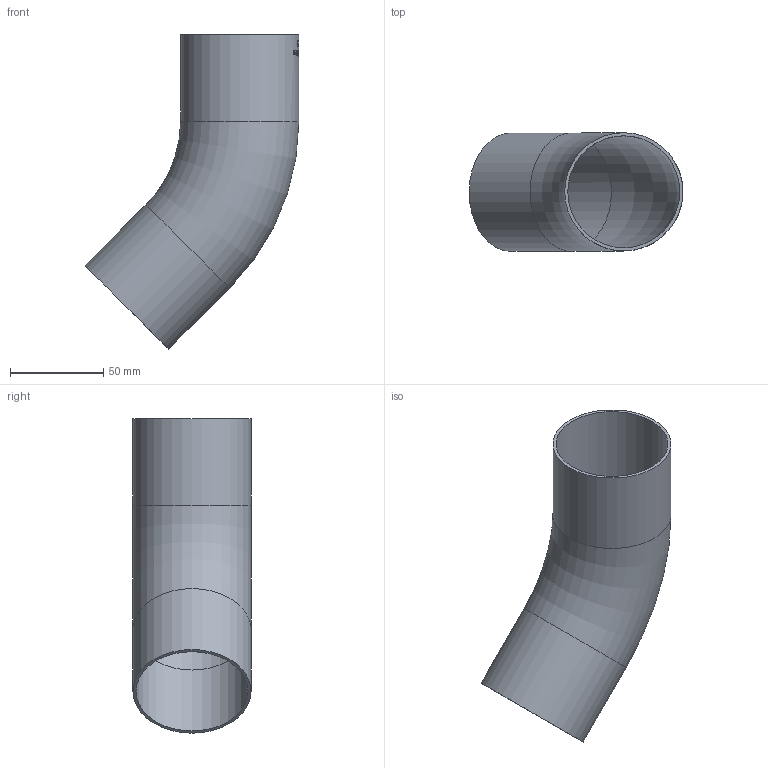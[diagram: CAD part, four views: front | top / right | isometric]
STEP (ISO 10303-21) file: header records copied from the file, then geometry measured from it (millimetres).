
FILE_DESCRIPTION(/* description */ (''),/* implementation_level */ '2;1');
FILE_NAME(/* name */ 'S2KS-2.5.stp',/* time_stamp */ '2018-11-26T16:48:35-05:00',/* author */ ('ken'),/* organization */ (''),/* preprocessor_version */ 'ST-DEVELOPER v15.2',/* originating_system */ 'Autodesk Inventor 2014',/* authorisation */ '');
FILE_SCHEMA (('AUTOMOTIVE_DESIGN { 1 0 10303 214 3 1 1 }'));
Length unit declared in the file: inch
Products named in the file (1): S2KS-2.5
Bounding box: 114.82 x 63.5 x 168.79 mm (x, y, z)
Volume: 53680.2 mm3; surface area: 65707.9 mm2
Topology: 1 solids, 1 shells, 353 faces, 966 edges, 644 vertices
Faces by surface type: bspline 186, plane 129, cylinder 36, torus 2
Full cylindrical faces by diameter (mm): 60.198 x2, 63.5 x2
Entity records: 14516 total; most frequent: CARTESIAN_POINT 6757, ORIENTED_EDGE 1894, DIRECTION 1057, EDGE_CURVE 947, VERTEX_POINT 634, LINE 425, VECTOR 425, EDGE_LOOP 389
